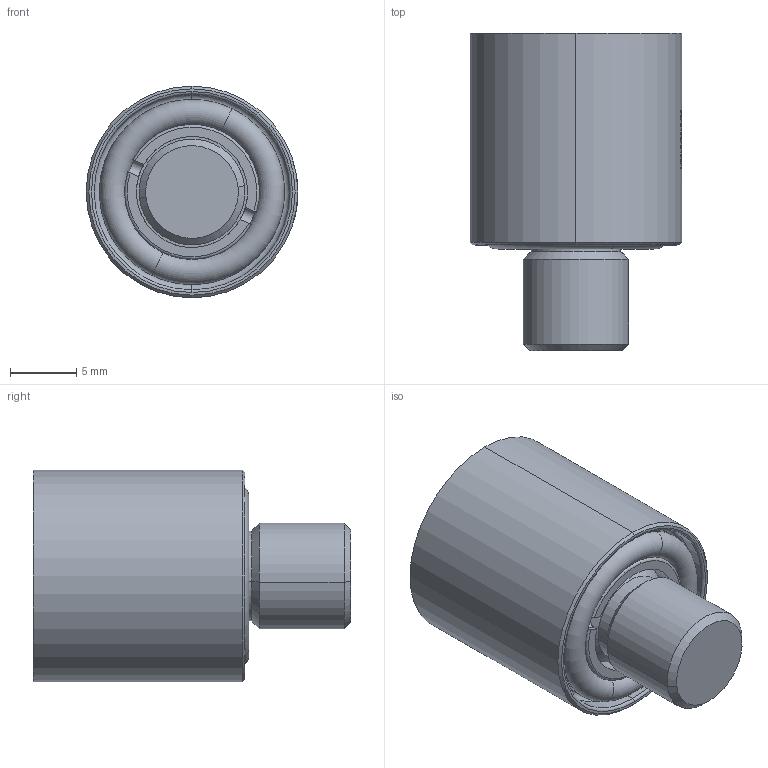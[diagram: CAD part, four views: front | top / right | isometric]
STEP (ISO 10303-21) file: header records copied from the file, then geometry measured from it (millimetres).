
FILE_DESCRIPTION (( 'STEP AP214' ), '1' );
FILE_NAME ('sa160016.stp', '2022-07-25T06:38:20', ( '' ), ( '' ), 'SwSTEP 2.0', 'SolidWorks 2021', '' );
FILE_SCHEMA (( 'AUTOMOTIVE_DESIGN' ));
Length unit declared in the file: millimetre
Products named in the file (5): SA160016-B_acabado; SA160016-C_acabado; SA160016-A; JT10x2; sa160016
Assembly tree (4 placements, depth 2):
  sa160016
    SA160016-C_acabado
    SA160016-B_acabado
    SA160016-A
    JT10x2
Bounding box: 16 x 24 x 16 mm (x, y, z)
Volume: 3342.3 mm3; surface area: 2979.1 mm2
Topology: 4 solids, 4 shells, 445 faces, 1165 edges, 759 vertices
Faces by surface type: bspline 236, plane 107, cylinder 62, cone 24, torus 16
Entity records: 26429 total; most frequent: CARTESIAN_POINT 13659, ORIENTED_EDGE 2326, EDGE_CURVE 1163, DIRECTION 947, B_SPLINE_CURVE_WITH_KNOTS 788, VERTEX_POINT 759, EDGE_LOOP 484, ADVANCED_FACE 445
